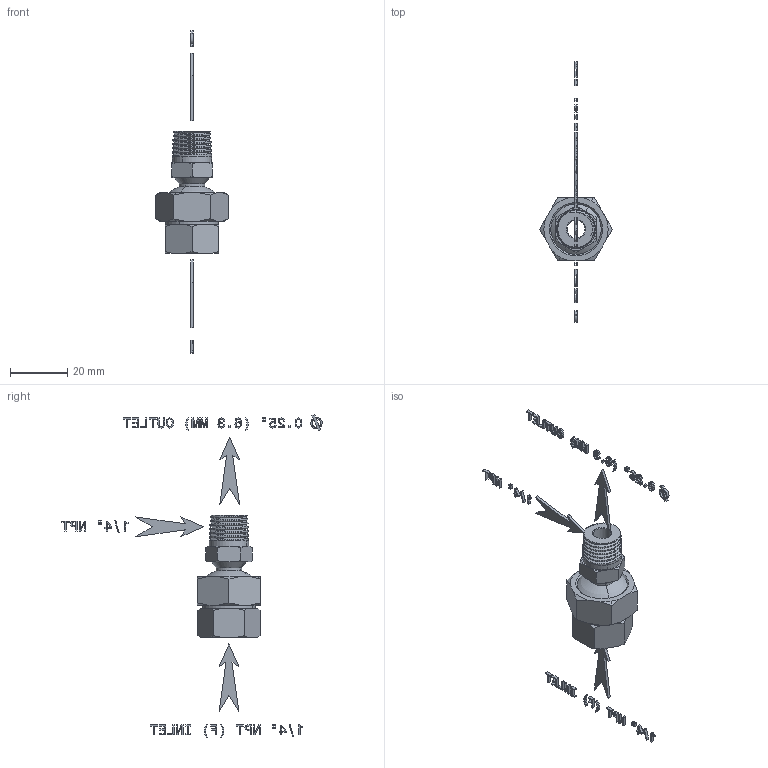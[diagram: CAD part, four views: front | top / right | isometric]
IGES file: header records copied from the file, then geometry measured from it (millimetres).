
Start section: START RECORD GO HERE.
Global section: file name: 0.25 In Swivel Fitting.igs; native system: DASSAULT SYSTEMES CATIA V5 R20 - www.3ds.com; preprocessor: CATIA Version 5 Release 20 ; author: DESIGNENG; organization: DESIGNENG; date: 20150601.123929; units: millimetre
Bounding box: 25.52 x 91.23 x 113.17 mm (x, y, z)
Volume: 6808.2 mm3; surface area: 7049.9 mm2
Topology: 49 solids, 49 shells, 1197 faces, 3192 edges, 2115 vertices
Faces by surface type: plane 900, extrusion 143, revolution 102, bspline 52
